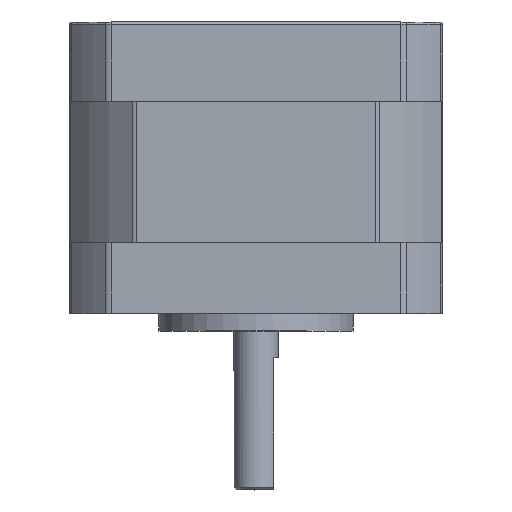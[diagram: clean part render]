
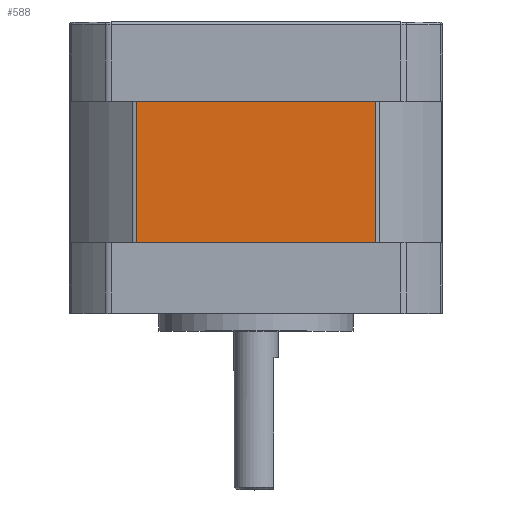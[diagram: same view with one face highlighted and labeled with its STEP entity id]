
A CAD part, top view. The second image highlights one B-rep face of the part: STEP entity #588.
In plain terms, the highlighted planar face has unit normal (0, 0, 1).
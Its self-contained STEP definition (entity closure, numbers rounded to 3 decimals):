
#588 = ADVANCED_FACE( '', ( #1173 ), #1174, .T. );
#1173 = FACE_OUTER_BOUND( '', #1718, .T. );
#1174 = PLANE( '', #1719 );
#1718 = EDGE_LOOP( '', ( #2965, #2966, #2967, #2968 ) );
#1719 = AXIS2_PLACEMENT_3D( '', #2969, #2970, #2971 );
#2965 = ORIENTED_EDGE( '', *, *, #3339, .F. );
#2966 = ORIENTED_EDGE( '', *, *, #3334, .F. );
#2967 = ORIENTED_EDGE( '', *, *, #3181, .T. );
#2968 = ORIENTED_EDGE( '', *, *, #3322, .T. );
#2969 = CARTESIAN_POINT( '', ( -13.492, -46., 21.15 ) );
#2970 = DIRECTION( '', ( 0., 0., 1. ) );
#2971 = DIRECTION( '', ( 1., 0., 0. ) );
#3181 = EDGE_CURVE( '', #3775, #3795, #3797, .T. );
#3322 = EDGE_CURVE( '', #3795, #3995, #3997, .T. );
#3334 = EDGE_CURVE( '', #3775, #4010, #4013, .T. );
#3339 = EDGE_CURVE( '', #4010, #3995, #4019, .T. );
#3775 = VERTEX_POINT( '', #4566 );
#3795 = VERTEX_POINT( '', #4589 );
#3797 = LINE( '', #4591, #4592 );
#3995 = VERTEX_POINT( '', #4862 );
#3997 = LINE( '', #4864, #4865 );
#4010 = VERTEX_POINT( '', #4879 );
#4013 = LINE( '', #4883, #4884 );
#4019 = LINE( '', #4892, #4893 );
#4566 = CARTESIAN_POINT( '', ( -13.492, -16., 21.15 ) );
#4589 = CARTESIAN_POINT( '', ( 13.492, -16., 21.15 ) );
#4591 = CARTESIAN_POINT( '', ( -13.492, -16., 21.15 ) );
#4592 = VECTOR( '', #5409, 1000. );
#4862 = CARTESIAN_POINT( '', ( 13.492, 0., 21.15 ) );
#4864 = CARTESIAN_POINT( '', ( 13.492, -46., 21.15 ) );
#4865 = VECTOR( '', #5602, 1000. );
#4879 = CARTESIAN_POINT( '', ( -13.492, 0., 21.15 ) );
#4883 = CARTESIAN_POINT( '', ( -13.492, -46., 21.15 ) );
#4884 = VECTOR( '', #5620, 1000. );
#4892 = CARTESIAN_POINT( '', ( -13.492, 0., 21.15 ) );
#4893 = VECTOR( '', #5623, 1000. );
#5409 = DIRECTION( '', ( 1., 0., 0. ) );
#5602 = DIRECTION( '', ( 0., 1., 0. ) );
#5620 = DIRECTION( '', ( 0., 1., 0. ) );
#5623 = DIRECTION( '', ( 1., 0., 0. ) );
